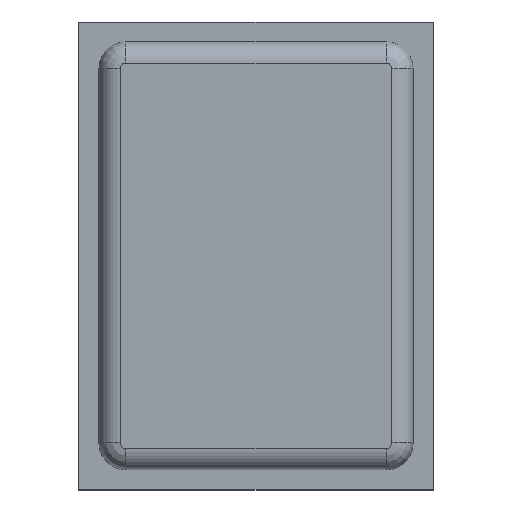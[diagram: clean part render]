
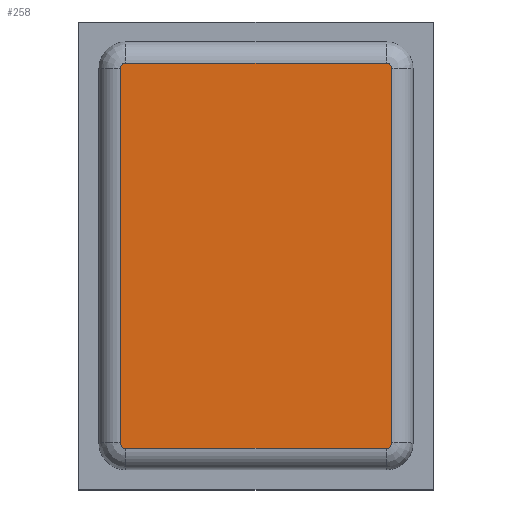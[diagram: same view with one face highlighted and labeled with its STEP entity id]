
A CAD part, top view. The second image highlights one B-rep face of the part: STEP entity #258.
In plain terms, the highlighted planar face has unit normal (0, 0, 1).
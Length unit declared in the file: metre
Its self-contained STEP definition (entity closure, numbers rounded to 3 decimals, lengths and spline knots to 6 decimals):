
#202 = EDGE_CURVE( '', #568, #569, #570, .T. );
#240 = EDGE_CURVE( '', #636, #621, #637, .T. );
#258 = ADVANCED_FACE( '', ( #666 ), #667, .F. );
#344 = EDGE_CURVE( '', #621, #580, #793, .T. );
#354 = EDGE_CURVE( '', #642, #568, #804, .T. );
#356 = EDGE_CURVE( '', #806, #807, #808, .T. );
#386 = EDGE_CURVE( '', #580, #806, #849, .T. );
#468 = EDGE_CURVE( '', #569, #636, #951, .T. );
#482 = EDGE_CURVE( '', #807, #642, #972, .T. );
#568 = VERTEX_POINT( '', #1068 );
#569 = VERTEX_POINT( '', #1069 );
#570 = CIRCLE( '', #1070, 0.00004 );
#580 = VERTEX_POINT( '', #1084 );
#621 = VERTEX_POINT( '', #1142 );
#636 = VERTEX_POINT( '', #1160 );
#637 = CIRCLE( '', #1161, 0.00004 );
#642 = VERTEX_POINT( '', #1169 );
#666 = FACE_OUTER_BOUND( '', #1203, .T. );
#667 = PLANE( '', #1204 );
#793 = LINE( '', #1386, #1387 );
#804 = LINE( '', #1406, #1407 );
#806 = VERTEX_POINT( '', #1410 );
#807 = VERTEX_POINT( '', #1411 );
#808 = LINE( '', #1412, #1413 );
#849 = CIRCLE( '', #1469, 0.00004 );
#951 = LINE( '', #1619, #1620 );
#972 = CIRCLE( '', #1643, 0.00004 );
#1068 = CARTESIAN_POINT( '', ( -0.000975, 0.001441, 0.000981 ) );
#1069 = CARTESIAN_POINT( '', ( -0.001015, 0.001401, 0.000981 ) );
#1070 = AXIS2_PLACEMENT_3D( '', #1764, #1765, #1766 );
#1084 = CARTESIAN_POINT( '', ( 0.000975, -0.001439, 0.000981 ) );
#1142 = CARTESIAN_POINT( '', ( -0.000975, -0.001439, 0.000981 ) );
#1160 = CARTESIAN_POINT( '', ( -0.001015, -0.001399, 0.000981 ) );
#1161 = AXIS2_PLACEMENT_3D( '', #1834, #1835, #1836 );
#1169 = CARTESIAN_POINT( '', ( 0.000975, 0.001441, 0.000981 ) );
#1203 = EDGE_LOOP( '', ( #1853, #1854, #1855, #1856, #1857, #1858, #1859, #1860 ) );
#1204 = AXIS2_PLACEMENT_3D( '', #1861, #1862, #1863 );
#1386 = CARTESIAN_POINT( '', ( 0.000975, -0.001439, 0.000981 ) );
#1387 = VECTOR( '', #2003, 1. );
#1406 = CARTESIAN_POINT( '', ( 0.000975, 0.001441, 0.000981 ) );
#1407 = VECTOR( '', #2010, 1. );
#1410 = CARTESIAN_POINT( '', ( 0.001015, -0.001399, 0.000981 ) );
#1411 = CARTESIAN_POINT( '', ( 0.001015, 0.001401, 0.000981 ) );
#1412 = CARTESIAN_POINT( '', ( 0.001015, -0.001399, 0.000981 ) );
#1413 = VECTOR( '', #2011, 1. );
#1469 = AXIS2_PLACEMENT_3D( '', #2072, #2073, #2074 );
#1619 = CARTESIAN_POINT( '', ( -0.001015, -0.001399, 0.000981 ) );
#1620 = VECTOR( '', #2245, 1. );
#1643 = AXIS2_PLACEMENT_3D( '', #2285, #2286, #2287 );
#1764 = CARTESIAN_POINT( '', ( -0.000975, 0.001401, 0.000981 ) );
#1765 = DIRECTION( '', ( 0., 0., 1. ) );
#1766 = DIRECTION( '', ( 1., 0., 0. ) );
#1834 = CARTESIAN_POINT( '', ( -0.000975, -0.001399, 0.000981 ) );
#1835 = DIRECTION( '', ( 0., 0., 1. ) );
#1836 = DIRECTION( '', ( 1., 0., 0. ) );
#1853 = ORIENTED_EDGE( '', *, *, #354, .T. );
#1854 = ORIENTED_EDGE( '', *, *, #202, .T. );
#1855 = ORIENTED_EDGE( '', *, *, #468, .T. );
#1856 = ORIENTED_EDGE( '', *, *, #240, .T. );
#1857 = ORIENTED_EDGE( '', *, *, #344, .T. );
#1858 = ORIENTED_EDGE( '', *, *, #386, .T. );
#1859 = ORIENTED_EDGE( '', *, *, #356, .T. );
#1860 = ORIENTED_EDGE( '', *, *, #482, .T. );
#1861 = CARTESIAN_POINT( '', ( 0.000975, -0.001399, 0.000981 ) );
#1862 = DIRECTION( '', ( 0., 0., -1. ) );
#1863 = DIRECTION( '', ( -1., 0., 0. ) );
#2003 = DIRECTION( '', ( 1., 0., 0. ) );
#2010 = DIRECTION( '', ( -1., 0., 0. ) );
#2011 = DIRECTION( '', ( 0., 1., 0. ) );
#2072 = CARTESIAN_POINT( '', ( 0.000975, -0.001399, 0.000981 ) );
#2073 = DIRECTION( '', ( 0., 0., 1. ) );
#2074 = DIRECTION( '', ( 1., 0., 0. ) );
#2245 = DIRECTION( '', ( 0., -1., 0. ) );
#2285 = CARTESIAN_POINT( '', ( 0.000975, 0.001401, 0.000981 ) );
#2286 = DIRECTION( '', ( 0., 0., 1. ) );
#2287 = DIRECTION( '', ( 1., 0., 0. ) );
